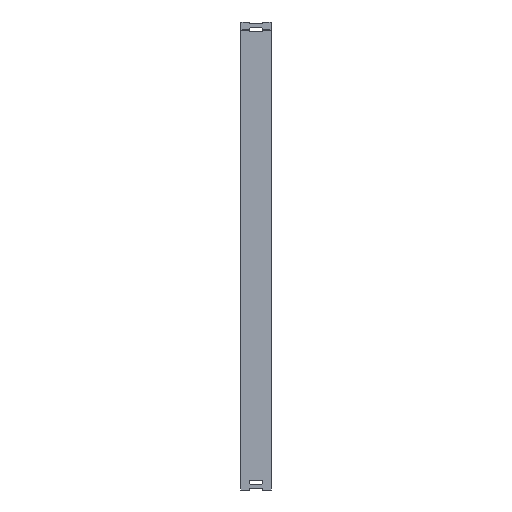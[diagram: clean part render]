
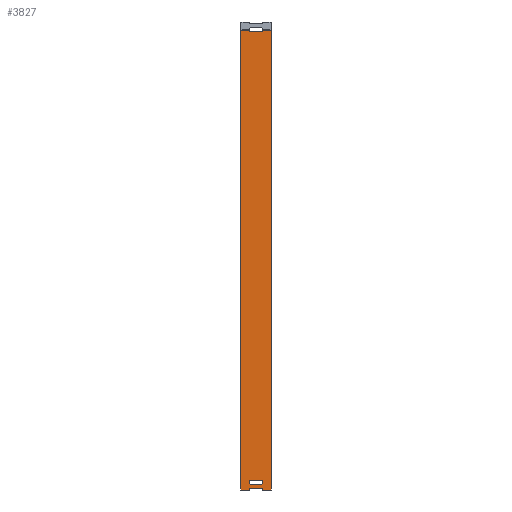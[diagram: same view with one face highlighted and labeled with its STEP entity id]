
A CAD part, front view. The second image highlights one B-rep face of the part: STEP entity #3827.
In plain terms, the highlighted planar face has unit normal (0, -1, 0).
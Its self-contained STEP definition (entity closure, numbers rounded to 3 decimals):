
#491=DIRECTION('',(0.,0.,-1.));
#492=VECTOR('',#491,2995.555);
#493=CARTESIAN_POINT('',(-98.,0.,2995.555));
#494=LINE('',#493,#492);
#495=DIRECTION('',(1.,0.,0.));
#496=VECTOR('',#495,76.);
#497=CARTESIAN_POINT('',(-38.,0.,38.125));
#498=LINE('',#497,#496);
#499=CARTESIAN_POINT('',(38.,0.,40.125));
#500=DIRECTION('',(0.,-1.,0.));
#501=DIRECTION('',(0.,0.,-1.));
#502=AXIS2_PLACEMENT_3D('',#499,#500,#501);
#504=CARTESIAN_POINT('',(38.,0.,61.542));
#505=DIRECTION('',(0.,-1.,0.));
#506=DIRECTION('',(1.,0.,0.));
#507=AXIS2_PLACEMENT_3D('',#504,#505,#506);
#509=DIRECTION('',(-1.,0.,0.));
#510=VECTOR('',#509,76.);
#511=CARTESIAN_POINT('',(38.,0.,63.542));
#512=LINE('',#511,#510);
#513=CARTESIAN_POINT('',(-38.,0.,61.542));
#514=DIRECTION('',(0.,-1.,0.));
#515=DIRECTION('',(0.,0.,1.));
#516=AXIS2_PLACEMENT_3D('',#513,#514,#515);
#518=CARTESIAN_POINT('',(-38.,0.,40.125));
#519=DIRECTION('',(0.,-1.,0.));
#520=DIRECTION('',(-1.,0.,0.));
#521=AXIS2_PLACEMENT_3D('',#518,#519,#520);
#523=DIRECTION('',(-0.707,0.,0.707));
#524=VECTOR('',#523,4.243);
#525=CARTESIAN_POINT('',(43.,0.,0.));
#526=LINE('',#525,#524);
#527=CARTESIAN_POINT('',(38.,0.,10.708));
#528=DIRECTION('',(0.,-1.,0.));
#529=DIRECTION('',(1.,0.,0.));
#530=AXIS2_PLACEMENT_3D('',#527,#528,#529);
#532=CARTESIAN_POINT('',(-38.,0.,10.708));
#533=DIRECTION('',(0.,-1.,0.));
#534=DIRECTION('',(0.,0.,1.));
#535=AXIS2_PLACEMENT_3D('',#532,#533,#534);
#537=DIRECTION('',(-0.707,0.,-0.707));
#538=VECTOR('',#537,4.243);
#539=CARTESIAN_POINT('',(-40.,0.,3.));
#540=LINE('',#539,#538);
#541=CARTESIAN_POINT('',(-38.,0.,2988.458));
#542=DIRECTION('',(0.,-1.,0.));
#543=DIRECTION('',(-1.,0.,0.));
#544=AXIS2_PLACEMENT_3D('',#541,#542,#543);
#546=CARTESIAN_POINT('',(38.,0.,2988.458));
#547=DIRECTION('',(0.,-1.,0.));
#548=DIRECTION('',(0.,0.,-1.));
#549=AXIS2_PLACEMENT_3D('',#546,#547,#548);
#559=DIRECTION('',(0.,0.,1.));
#560=VECTOR('',#559,21.417);
#561=CARTESIAN_POINT('',(-40.,0.,40.125));
#562=LINE('',#561,#560);
#663=DIRECTION('',(0.,0.,-1.));
#664=VECTOR('',#663,21.417);
#665=CARTESIAN_POINT('',(40.,0.,61.542));
#666=LINE('',#665,#664);
#711=DIRECTION('',(0.,0.,1.));
#712=VECTOR('',#711,7.097);
#713=CARTESIAN_POINT('',(-40.,0.,2988.458));
#714=LINE('',#713,#712);
#749=DIRECTION('',(-1.,0.,0.));
#750=VECTOR('',#749,76.);
#751=CARTESIAN_POINT('',(38.,0.,2986.458));
#752=LINE('',#751,#750);
#794=DIRECTION('',(0.,0.,-1.));
#795=VECTOR('',#794,7.097);
#796=CARTESIAN_POINT('',(40.,0.,2995.555));
#797=LINE('',#796,#795);
#848=DIRECTION('',(1.,0.,0.));
#849=VECTOR('',#848,55.);
#850=CARTESIAN_POINT('',(43.,0.,0.));
#851=LINE('',#850,#849);
#864=DIRECTION('',(0.,0.,-1.));
#865=VECTOR('',#864,7.708);
#866=CARTESIAN_POINT('',(40.,0.,10.708));
#867=LINE('',#866,#865);
#880=DIRECTION('',(1.,0.,0.));
#881=VECTOR('',#880,76.);
#882=CARTESIAN_POINT('',(-38.,0.,12.708));
#883=LINE('',#882,#881);
#892=DIRECTION('',(0.,0.,1.));
#893=VECTOR('',#892,7.708);
#894=CARTESIAN_POINT('',(-40.,0.,3.));
#895=LINE('',#894,#893);
#912=DIRECTION('',(1.,0.,0.));
#913=VECTOR('',#912,55.);
#914=CARTESIAN_POINT('',(-98.,0.,0.));
#915=LINE('',#914,#913);
#920=DIRECTION('',(0.,0.,1.));
#921=VECTOR('',#920,2995.555);
#922=CARTESIAN_POINT('',(98.,0.,0.));
#923=LINE('',#922,#921);
#1495=DIRECTION('',(-1.,0.,0.));
#1496=VECTOR('',#1495,58.);
#1497=CARTESIAN_POINT('',(98.,0.,2995.555));
#1498=LINE('',#1497,#1496);
#1899=DIRECTION('',(-1.,0.,0.));
#1900=VECTOR('',#1899,58.);
#1901=CARTESIAN_POINT('',(-40.,0.,2995.555));
#1902=LINE('',#1901,#1900);
#2598=CARTESIAN_POINT('',(-40.,0.,2995.555));
#2599=CARTESIAN_POINT('',(-98.,0.,
2995.555));
#2600=VERTEX_POINT('',#2598);
#2601=VERTEX_POINT('',#2599);
#2602=CARTESIAN_POINT('',(-40.,0.,2988.458));
#2603=VERTEX_POINT('',#2602);
#2604=CARTESIAN_POINT('',(-38.,0.,2986.458));
#2605=VERTEX_POINT('',#2604);
#2606=CARTESIAN_POINT('',(38.,0.,2986.458));
#2607=CARTESIAN_POINT('',(40.,0.,2988.458));
#2608=VERTEX_POINT('',#2606);
#2609=VERTEX_POINT('',#2607);
#2610=CARTESIAN_POINT('',(40.,0.,2995.555));
#2611=VERTEX_POINT('',#2610);
#2612=CARTESIAN_POINT('',(98.,0.,2995.555));
#2613=VERTEX_POINT('',#2612);
#2943=CARTESIAN_POINT('',(-98.,0.,0.));
#2944=VERTEX_POINT('',#2943);
#2945=CARTESIAN_POINT('',(43.,0.,0.));
#2946=CARTESIAN_POINT('',(98.,0.,0.));
#2947=VERTEX_POINT('',#2945);
#2948=VERTEX_POINT('',#2946);
#2949=CARTESIAN_POINT('',(40.,0.,3.));
#2950=VERTEX_POINT('',#2949);
#2951=CARTESIAN_POINT('',(40.,0.,10.708));
#2952=VERTEX_POINT('',#2951);
#2953=CARTESIAN_POINT('',(38.,0.,12.708));
#2954=VERTEX_POINT('',#2953);
#2955=CARTESIAN_POINT('',(-38.,0.,12.708));
#2956=VERTEX_POINT('',#2955);
#2957=CARTESIAN_POINT('',(-40.,0.,10.708));
#2958=VERTEX_POINT('',#2957);
#2959=CARTESIAN_POINT('',(-40.,0.,3.));
#2960=VERTEX_POINT('',#2959);
#2961=CARTESIAN_POINT('',(-43.,0.,0.));
#2962=VERTEX_POINT('',#2961);
#2963=CARTESIAN_POINT('',(-38.,0.,38.125));
#2964=CARTESIAN_POINT('',(38.,0.,38.125));
#2965=VERTEX_POINT('',#2963);
#2966=VERTEX_POINT('',#2964);
#2967=CARTESIAN_POINT('',(40.,0.,40.125));
#2968=VERTEX_POINT('',#2967);
#2969=CARTESIAN_POINT('',(40.,0.,61.542));
#2970=VERTEX_POINT('',#2969);
#2971=CARTESIAN_POINT('',(38.,0.,63.542));
#2972=VERTEX_POINT('',#2971);
#2973=CARTESIAN_POINT('',(-38.,0.,63.542));
#2974=VERTEX_POINT('',#2973);
#2975=CARTESIAN_POINT('',(-40.,0.,61.542));
#2976=VERTEX_POINT('',#2975);
#2977=CARTESIAN_POINT('',(-40.,0.,40.125));
#2978=VERTEX_POINT('',#2977);
#3767=CARTESIAN_POINT('',(0.,0.,3050.));
#3768=DIRECTION('',(0.,1.,0.));
#3769=DIRECTION('',(-1.,0.,0.));
#3770=AXIS2_PLACEMENT_3D('',#3767,#3768,#3769);
#3771=PLANE('',#3770);
#3773=ORIENTED_EDGE('',*,*,#3772,.F.);
#3775=ORIENTED_EDGE('',*,*,#3774,.F.);
#3777=ORIENTED_EDGE('',*,*,#3776,.T.);
#3779=ORIENTED_EDGE('',*,*,#3778,.F.);
#3781=ORIENTED_EDGE('',*,*,#3780,.T.);
#3783=ORIENTED_EDGE('',*,*,#3782,.F.);
#3785=ORIENTED_EDGE('',*,*,#3784,.T.);
#3787=ORIENTED_EDGE('',*,*,#3786,.F.);
#3789=ORIENTED_EDGE('',*,*,#3788,.T.);
#3791=ORIENTED_EDGE('',*,*,#3790,.F.);
#3792=ORIENTED_EDGE('',*,*,#3758,.F.);
#3794=ORIENTED_EDGE('',*,*,#3793,.F.);
#3796=ORIENTED_EDGE('',*,*,#3795,.F.);
#3798=ORIENTED_EDGE('',*,*,#3797,.T.);
#3800=ORIENTED_EDGE('',*,*,#3799,.F.);
#3802=ORIENTED_EDGE('',*,*,#3801,.T.);
#3804=ORIENTED_EDGE('',*,*,#3803,.F.);
#3806=ORIENTED_EDGE('',*,*,#3805,.F.);
#3807=EDGE_LOOP('',(#3773,#3775,#3777,#3779,#3781,#3783,#3785,#3787,#3789,#3791,
#3792,#3794,#3796,#3798,#3800,#3802,#3804,#3806));
#3808=FACE_OUTER_BOUND('',#3807,.F.);
#3810=ORIENTED_EDGE('',*,*,#3809,.T.);
#3812=ORIENTED_EDGE('',*,*,#3811,.T.);
#3814=ORIENTED_EDGE('',*,*,#3813,.F.);
#3816=ORIENTED_EDGE('',*,*,#3815,.T.);
#3818=ORIENTED_EDGE('',*,*,#3817,.T.);
#3820=ORIENTED_EDGE('',*,*,#3819,.T.);
#3822=ORIENTED_EDGE('',*,*,#3821,.F.);
#3824=ORIENTED_EDGE('',*,*,#3823,.T.);
#3825=EDGE_LOOP('',(#3810,#3812,#3814,#3816,#3818,#3820,#3822,#3824));
#3826=FACE_BOUND('',#3825,.F.);
#3827=ADVANCED_FACE('',(#3808,#3826),#3771,.F.);
#503=CIRCLE('',#502,2.);
#508=CIRCLE('',#507,2.);
#517=CIRCLE('',#516,2.);
#522=CIRCLE('',#521,2.);
#531=CIRCLE('',#530,2.);
#536=CIRCLE('',#535,2.);
#545=CIRCLE('',#544,2.);
#550=CIRCLE('',#549,2.);
#3758=EDGE_CURVE('',#2601,#2944,#494,.T.);
#3772=EDGE_CURVE('',#2948,#2613,#923,.T.);
#3774=EDGE_CURVE('',#2947,#2948,#851,.T.);
#3776=EDGE_CURVE('',#2947,#2950,#526,.T.);
#3778=EDGE_CURVE('',#2952,#2950,#867,.T.);
#3780=EDGE_CURVE('',#2952,#2954,#531,.T.);
#3782=EDGE_CURVE('',#2956,#2954,#883,.T.);
#3784=EDGE_CURVE('',#2956,#2958,#536,.T.);
#3786=EDGE_CURVE('',#2960,#2958,#895,.T.);
#3788=EDGE_CURVE('',#2960,#2962,#540,.T.);
#3790=EDGE_CURVE('',#2944,#2962,#915,.T.);
#3793=EDGE_CURVE('',#2600,#2601,#1902,.T.);
#3795=EDGE_CURVE('',#2603,#2600,#714,.T.);
#3797=EDGE_CURVE('',#2603,#2605,#545,.T.);
#3799=EDGE_CURVE('',#2608,#2605,#752,.T.);
#3801=EDGE_CURVE('',#2608,#2609,#550,.T.);
#3803=EDGE_CURVE('',#2611,#2609,#797,.T.);
#3805=EDGE_CURVE('',#2613,#2611,#1498,.T.);
#3809=EDGE_CURVE('',#2965,#2966,#498,.T.);
#3811=EDGE_CURVE('',#2966,#2968,#503,.T.);
#3813=EDGE_CURVE('',#2970,#2968,#666,.T.);
#3815=EDGE_CURVE('',#2970,#2972,#508,.T.);
#3817=EDGE_CURVE('',#2972,#2974,#512,.T.);
#3819=EDGE_CURVE('',#2974,#2976,#517,.T.);
#3821=EDGE_CURVE('',#2978,#2976,#562,.T.);
#3823=EDGE_CURVE('',#2978,#2965,#522,.T.);
